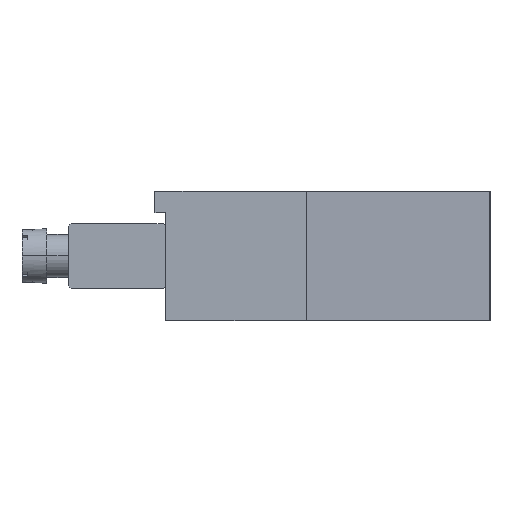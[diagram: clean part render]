
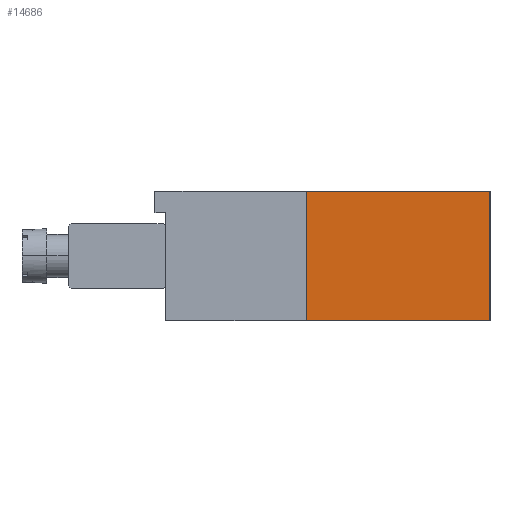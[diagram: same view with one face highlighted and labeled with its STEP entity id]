
A CAD part, left-side view. The second image highlights one B-rep face of the part: STEP entity #14686.
In plain terms, the highlighted planar face has unit normal (-0.62, -0.784, 0).
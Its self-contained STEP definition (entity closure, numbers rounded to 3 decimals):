
#371 = EDGE_CURVE ( 'NONE', #5680, #7233, #5281, .T. ) ;
#1141 = CARTESIAN_POINT ( 'NONE',  ( -21.5, -30., -12. ) ) ;
#1361 = CARTESIAN_POINT ( 'NONE',  ( -43., -13., 0. ) ) ;
#1472 = ORIENTED_EDGE ( 'NONE', *, *, #371, .F. ) ;
#3188 = EDGE_CURVE ( 'NONE', #22549, #7233, #12624, .T. ) ;
#3497 = PLANE ( 'NONE',  #6188 ) ;
#5281 = LINE ( 'NONE', #22739, #21338 ) ;
#5582 = VECTOR ( 'NONE', #9029, 1000. ) ;
#5680 = VERTEX_POINT ( 'NONE', #1361 ) ;
#6188 = AXIS2_PLACEMENT_3D ( 'NONE', #11925, #26319, #14066 ) ;
#7076 = ORIENTED_EDGE ( 'NONE', *, *, #24646, .F. ) ;
#7233 = VERTEX_POINT ( 'NONE', #20239 ) ;
#9029 = DIRECTION ( 'NONE',  ( 0., 0., 1. ) ) ;
#10209 = VECTOR ( 'NONE', #11484, 1000. ) ;
#11484 = DIRECTION ( 'NONE',  ( 0.784, -0.62, 0. ) ) ;
#11925 = CARTESIAN_POINT ( 'NONE',  ( -21.5, -30., -12. ) ) ;
#12318 = FACE_OUTER_BOUND ( 'NONE', #19284, .T. ) ;
#12622 = CARTESIAN_POINT ( 'NONE',  ( -21.5, -30., -12. ) ) ;
#12624 = LINE ( 'NONE', #12622, #18862 ) ;
#12798 = CARTESIAN_POINT ( 'NONE',  ( -43., -13., -12. ) ) ;
#13340 = ORIENTED_EDGE ( 'NONE', *, *, #3188, .T. ) ;
#14066 = DIRECTION ( 'NONE',  ( 0.784, -0.62, 0. ) ) ;
#14367 = VERTEX_POINT ( 'NONE', #12798 ) ;
#14686 = ADVANCED_FACE ( 'NONE', ( #12318 ), #3497, .T. ) ;
#14760 = DIRECTION ( 'NONE',  ( 0., 0., 1. ) ) ;
#17454 = LINE ( 'NONE', #23468, #5582 ) ;
#18222 = ORIENTED_EDGE ( 'NONE', *, *, #23279, .T. ) ;
#18862 = VECTOR ( 'NONE', #14760, 1000. ) ;
#19284 = EDGE_LOOP ( 'NONE', ( #1472, #7076, #18222, #13340 ) ) ;
#20239 = CARTESIAN_POINT ( 'NONE',  ( -21.5, -30., 0. ) ) ;
#21310 = LINE ( 'NONE', #25974, #10209 ) ;
#21338 = VECTOR ( 'NONE', #22709, 1000. ) ;
#22549 = VERTEX_POINT ( 'NONE', #1141 ) ;
#22709 = DIRECTION ( 'NONE',  ( 0.784, -0.62, 0. ) ) ;
#22739 = CARTESIAN_POINT ( 'NONE',  ( -21.5, -30., 0. ) ) ;
#23279 = EDGE_CURVE ( 'NONE', #14367, #22549, #21310, .T. ) ;
#23468 = CARTESIAN_POINT ( 'NONE',  ( -43., -13., -12. ) ) ;
#24646 = EDGE_CURVE ( 'NONE', #14367, #5680, #17454, .T. ) ;
#25974 = CARTESIAN_POINT ( 'NONE',  ( -21.5, -30., -12. ) ) ;
#26319 = DIRECTION ( 'NONE',  ( -0.62, -0.784, 0. ) ) ;
